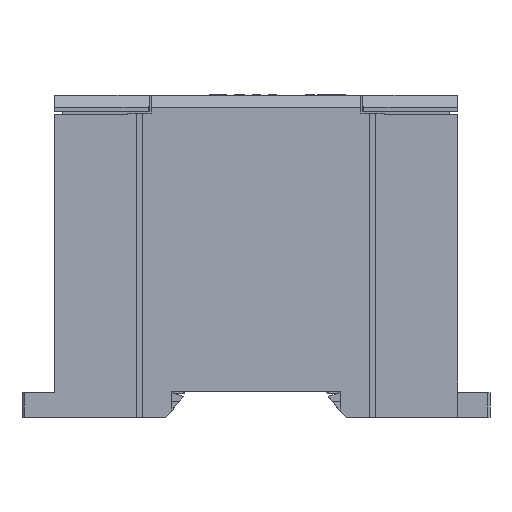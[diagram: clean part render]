
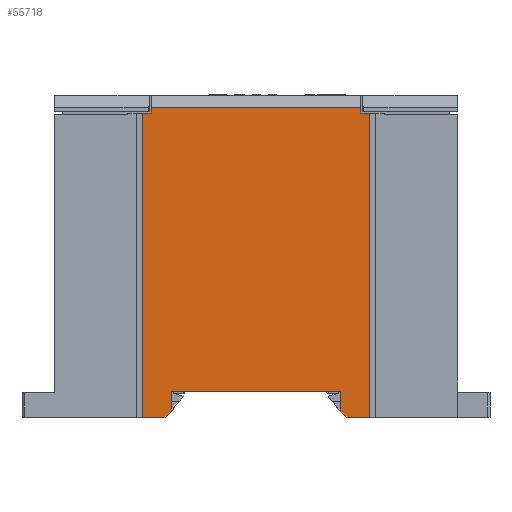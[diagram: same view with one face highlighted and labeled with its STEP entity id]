
A CAD part, left-side view. The second image highlights one B-rep face of the part: STEP entity #55718.
In plain terms, the highlighted planar face has unit normal (-1, 0, 0).
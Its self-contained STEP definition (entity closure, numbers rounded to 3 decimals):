
#1047 = VERTEX_POINT ( 'NONE', #26633 ) ;
#1106 = EDGE_CURVE ( 'NONE', #1047, #25842, #45323, .T. ) ;
#2091 = EDGE_CURVE ( 'NONE', #25842, #21355, #7447, .T. ) ;
#2400 = EDGE_CURVE ( 'NONE', #42103, #30439, #8181, .T. ) ;
#2525 = VECTOR ( 'NONE', #41301, 1000. ) ;
#2544 = VERTEX_POINT ( 'NONE', #50514 ) ;
#4470 = CARTESIAN_POINT ( 'NONE',  ( 0., 75.807, -3. ) ) ;
#4998 = DIRECTION ( 'NONE',  ( 0., 1., 0. ) ) ;
#5421 = VERTEX_POINT ( 'NONE', #4470 ) ;
#7447 = LINE ( 'NONE', #10344, #18136 ) ;
#7755 = VECTOR ( 'NONE', #15607, 1000. ) ;
#8181 = LINE ( 'NONE', #57462, #34386 ) ;
#10344 = CARTESIAN_POINT ( 'NONE',  ( 0., 72.307, -79.633 ) ) ;
#10447 = VECTOR ( 'NONE', #64573, 1000. ) ;
#11288 = EDGE_CURVE ( 'NONE', #38838, #18788, #26558, .T. ) ;
#11903 = EDGE_CURVE ( 'NONE', #18788, #5421, #30468, .T. ) ;
#12441 = LINE ( 'NONE', #49244, #38570 ) ;
#12849 = CARTESIAN_POINT ( 'NONE',  ( 0., 29., -78.133 ) ) ;
#12927 = EDGE_CURVE ( 'NONE', #60061, #5421, #49737, .T. ) ;
#13266 = ORIENTED_EDGE ( 'NONE', *, *, #1106, .F. ) ;
#13820 = EDGE_CURVE ( 'NONE', #2544, #27462, #56787, .T. ) ;
#14614 = EDGE_CURVE ( 'NONE', #24202, #42092, #12441, .T. ) ;
#15360 = VERTEX_POINT ( 'NONE', #51895 ) ;
#15607 = DIRECTION ( 'NONE',  ( 0., 0.707, 0.707 ) ) ;
#15783 = CARTESIAN_POINT ( 'NONE',  ( 0., 27.5, -79.633 ) ) ;
#15831 = ORIENTED_EDGE ( 'NONE', *, *, #30224, .F. ) ;
#16060 = CARTESIAN_POINT ( 'NONE',  ( 0., 29., -73.263 ) ) ;
#16842 = DIRECTION ( 'NONE',  ( -1., 0., 0. ) ) ;
#17129 = CARTESIAN_POINT ( 'NONE',  ( 0., 72.307, -79.633 ) ) ;
#17593 = VECTOR ( 'NONE', #36672, 1000. ) ;
#18136 = VECTOR ( 'NONE', #33065, 1000. ) ;
#18788 = VERTEX_POINT ( 'NONE', #50237 ) ;
#19612 = FACE_OUTER_BOUND ( 'NONE', #32890, .T. ) ;
#20225 = LINE ( 'NONE', #31440, #34100 ) ;
#21355 = VERTEX_POINT ( 'NONE', #17129 ) ;
#24003 = DIRECTION ( 'NONE',  ( 0., 0., 1. ) ) ;
#24202 = VERTEX_POINT ( 'NONE', #31907 ) ;
#24416 = LINE ( 'NONE', #54144, #10447 ) ;
#25842 = VERTEX_POINT ( 'NONE', #38239 ) ;
#26558 = LINE ( 'NONE', #31046, #52682 ) ;
#26633 = CARTESIAN_POINT ( 'NONE',  ( 0., 70.807, -73.263 ) ) ;
#27462 = VERTEX_POINT ( 'NONE', #29854 ) ;
#28625 = CARTESIAN_POINT ( 'NONE',  ( 0., 21.8, -4.4 ) ) ;
#28834 = ORIENTED_EDGE ( 'NONE', *, *, #13820, .F. ) ;
#29854 = CARTESIAN_POINT ( 'NONE',  ( 0., 78.007, -4.4 ) ) ;
#30224 = EDGE_CURVE ( 'NONE', #27462, #60061, #67850, .T. ) ;
#30287 = CARTESIAN_POINT ( 'NONE',  ( 0., 70.807, -78.133 ) ) ;
#30439 = VERTEX_POINT ( 'NONE', #16060 ) ;
#30468 = LINE ( 'NONE', #42318, #2525 ) ;
#30559 = ORIENTED_EDGE ( 'NONE', *, *, #14614, .T. ) ;
#30753 = DIRECTION ( 'NONE',  ( 0., 0., 1. ) ) ;
#31046 = CARTESIAN_POINT ( 'NONE',  ( 0., 24., -4.4 ) ) ;
#31440 = CARTESIAN_POINT ( 'NONE',  ( 0., 24., -4.4 ) ) ;
#31907 = CARTESIAN_POINT ( 'NONE',  ( 0., 21.8, -79.633 ) ) ;
#32368 = CARTESIAN_POINT ( 'NONE',  ( 0., 0., 0. ) ) ;
#32890 = EDGE_LOOP ( 'NONE', ( #59414, #34844, #64590, #15831, #28834, #64817, #45231, #13266, #49766, #38060, #65996, #51344, #30559, #52071 ) ) ;
#33065 = DIRECTION ( 'NONE',  ( 0., 0.707, -0.707 ) ) ;
#34100 = VECTOR ( 'NONE', #47161, 1000. ) ;
#34386 = VECTOR ( 'NONE', #58816, 1000. ) ;
#34844 = ORIENTED_EDGE ( 'NONE', *, *, #11903, .T. ) ;
#35057 = DIRECTION ( 'NONE',  ( 0., -1., 0. ) ) ;
#35437 = EDGE_CURVE ( 'NONE', #30439, #1047, #24416, .T. ) ;
#35869 = VECTOR ( 'NONE', #24003, 1000. ) ;
#35994 = CARTESIAN_POINT ( 'NONE',  ( 0., 99.807, -79.633 ) ) ;
#36240 = EDGE_CURVE ( 'NONE', #21355, #2544, #41422, .T. ) ;
#36672 = DIRECTION ( 'NONE',  ( 0., 0., -1. ) ) ;
#37232 = LINE ( 'NONE', #62606, #7755 ) ;
#38060 = ORIENTED_EDGE ( 'NONE', *, *, #2400, .F. ) ;
#38239 = CARTESIAN_POINT ( 'NONE',  ( 0., 70.807, -78.133 ) ) ;
#38570 = VECTOR ( 'NONE', #54523, 1000. ) ;
#38838 = VERTEX_POINT ( 'NONE', #42610 ) ;
#40286 = CARTESIAN_POINT ( 'NONE',  ( 0., 75.807, -4.4 ) ) ;
#41301 = DIRECTION ( 'NONE',  ( 0., 1., 0. ) ) ;
#41422 = LINE ( 'NONE', #35994, #52066 ) ;
#42092 = VERTEX_POINT ( 'NONE', #28625 ) ;
#42103 = VERTEX_POINT ( 'NONE', #12849 ) ;
#42318 = CARTESIAN_POINT ( 'NONE',  ( 0., 75.807, -3. ) ) ;
#42610 = CARTESIAN_POINT ( 'NONE',  ( 0., 24., -4.4 ) ) ;
#43464 = DIRECTION ( 'NONE',  ( 0., 0., 1. ) ) ;
#45231 = ORIENTED_EDGE ( 'NONE', *, *, #2091, .F. ) ;
#45323 = LINE ( 'NONE', #30287, #17593 ) ;
#47161 = DIRECTION ( 'NONE',  ( 0., -1., 0. ) ) ;
#49244 = CARTESIAN_POINT ( 'NONE',  ( 0., 21.8, -79.633 ) ) ;
#49585 = LINE ( 'NONE', #15783, #61802 ) ;
#49737 = LINE ( 'NONE', #60469, #35869 ) ;
#49766 = ORIENTED_EDGE ( 'NONE', *, *, #35437, .F. ) ;
#50237 = CARTESIAN_POINT ( 'NONE',  ( 0., 24., -3. ) ) ;
#50514 = CARTESIAN_POINT ( 'NONE',  ( 0., 78.007, -79.633 ) ) ;
#51344 = ORIENTED_EDGE ( 'NONE', *, *, #53129, .F. ) ;
#51895 = CARTESIAN_POINT ( 'NONE',  ( 0., 27.5, -79.633 ) ) ;
#52066 = VECTOR ( 'NONE', #4998, 1000. ) ;
#52071 = ORIENTED_EDGE ( 'NONE', *, *, #65357, .F. ) ;
#52493 = AXIS2_PLACEMENT_3D ( 'NONE', #32368, #16842, #53387 ) ;
#52682 = VECTOR ( 'NONE', #30753, 1000. ) ;
#53129 = EDGE_CURVE ( 'NONE', #24202, #15360, #49585, .T. ) ;
#53387 = DIRECTION ( 'NONE',  ( 0., 0., 1. ) ) ;
#54144 = CARTESIAN_POINT ( 'NONE',  ( 0., 70.807, -73.263 ) ) ;
#54523 = DIRECTION ( 'NONE',  ( 0., 0., 1. ) ) ;
#55175 = VECTOR ( 'NONE', #43464, 1000. ) ;
#55718 = ADVANCED_FACE ( 'NONE', ( #19612 ), #63596, .T. ) ;
#56787 = LINE ( 'NONE', #64210, #55175 ) ;
#57462 = CARTESIAN_POINT ( 'NONE',  ( 0., 29., -73.263 ) ) ;
#57539 = DIRECTION ( 'NONE',  ( 0., 1., 0. ) ) ;
#58816 = DIRECTION ( 'NONE',  ( 0., 0., 1. ) ) ;
#59414 = ORIENTED_EDGE ( 'NONE', *, *, #11288, .T. ) ;
#60061 = VERTEX_POINT ( 'NONE', #64939 ) ;
#60469 = CARTESIAN_POINT ( 'NONE',  ( 0., 75.807, -4.4 ) ) ;
#61802 = VECTOR ( 'NONE', #57539, 1000. ) ;
#62606 = CARTESIAN_POINT ( 'NONE',  ( 0., 29., -78.133 ) ) ;
#63596 = PLANE ( 'NONE',  #52493 ) ;
#64210 = CARTESIAN_POINT ( 'NONE',  ( 0., 78.007, -79.633 ) ) ;
#64573 = DIRECTION ( 'NONE',  ( 0., 1., 0. ) ) ;
#64590 = ORIENTED_EDGE ( 'NONE', *, *, #12927, .F. ) ;
#64817 = ORIENTED_EDGE ( 'NONE', *, *, #36240, .F. ) ;
#64939 = CARTESIAN_POINT ( 'NONE',  ( 0., 75.807, -4.4 ) ) ;
#65357 = EDGE_CURVE ( 'NONE', #38838, #42092, #20225, .T. ) ;
#65832 = EDGE_CURVE ( 'NONE', #15360, #42103, #37232, .T. ) ;
#65996 = ORIENTED_EDGE ( 'NONE', *, *, #65832, .F. ) ;
#66216 = VECTOR ( 'NONE', #35057, 1000. ) ;
#67850 = LINE ( 'NONE', #40286, #66216 ) ;
